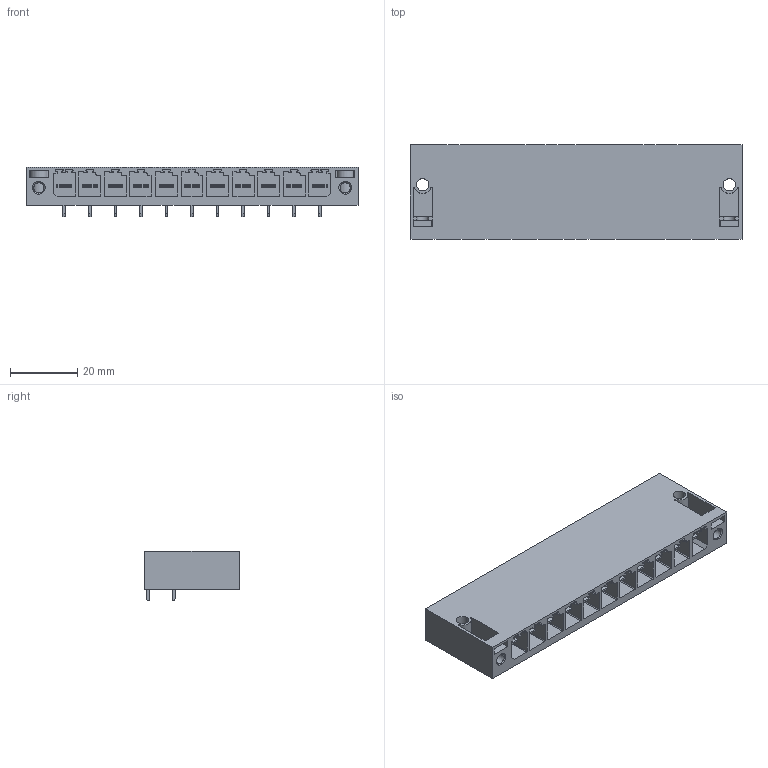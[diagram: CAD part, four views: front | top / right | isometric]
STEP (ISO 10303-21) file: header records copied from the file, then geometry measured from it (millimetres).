
FILE_DESCRIPTION(('CATIA V5 STEP Exchange','CAx-IF Rec.Pracs.--- Model Styling and Organization---1.2---2011-12-15'),'2;1');
FILE_NAME ('D1459396_0_1930580000_1930580000.stp','2018-11-28T11:54:42+00:00',('none'),('Weidmueller'),'CATIA Version 5-6 Release 2014','CATIA V5 STEP AP214','none');
FILE_SCHEMA(('AUTOMOTIVE_DESIGN { 1 0 10303 214 1 1 1 1 }'));
Length unit declared in the file: millimetre
Products named in the file (1): 1930580000
Bounding box: 99.06 x 28.3 x 14.9 mm (x, y, z)
Volume: 22460.4 mm3; surface area: 20191.4 mm2
Topology: 14 solids, 14 shells, 864 faces, 2462 edges, 1626 vertices
Faces by surface type: plane 692, cylinder 168, cone 4
Entity records: 24050 total; most frequent: ORIENTED_EDGE 4924, CARTESIAN_POINT 4132, DIRECTION 3043, EDGE_CURVE 2275, VECTOR 1935, LINE 1935, VERTEX_POINT 1472, EDGE_LOOP 902
